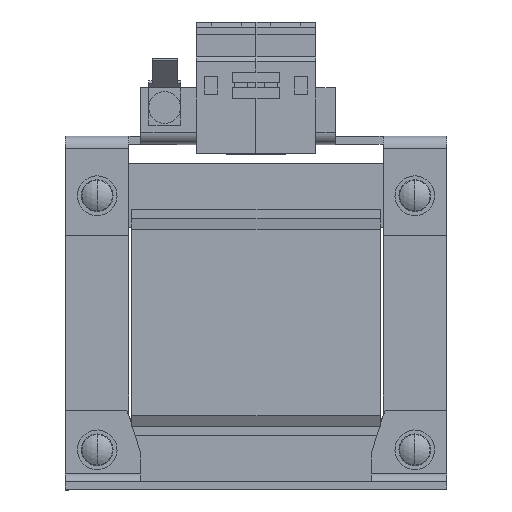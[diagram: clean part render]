
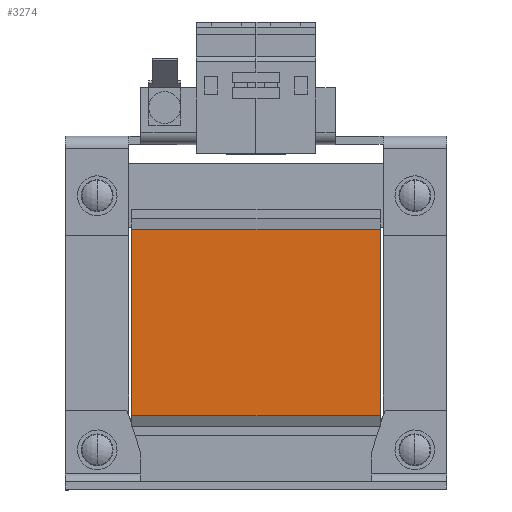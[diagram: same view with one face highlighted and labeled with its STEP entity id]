
A CAD part, top view. The second image highlights one B-rep face of the part: STEP entity #3274.
In plain terms, the highlighted planar face has unit normal (0, 0, 1).
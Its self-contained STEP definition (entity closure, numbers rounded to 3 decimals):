
#526 = PLANE ( 'NONE',  #4322 ) ;
#1168 = VECTOR ( 'NONE', #11842, 1000. ) ;
#1226 = EDGE_CURVE ( 'NONE', #11505, #3929, #2887, .T. ) ;
#2061 = CARTESIAN_POINT ( 'NONE',  ( 31.3, 0., 37.25 ) ) ;
#2322 = VERTEX_POINT ( 'NONE', #6521 ) ;
#2327 = DIRECTION ( 'NONE',  ( -1., 0., 0. ) ) ;
#2472 = CARTESIAN_POINT ( 'NONE',  ( 31.3, 0., 37.25 ) ) ;
#2887 = LINE ( 'NONE', #8855, #1168 ) ;
#3107 = DIRECTION ( 'NONE',  ( 0., -1., 0. ) ) ;
#3198 = LINE ( 'NONE', #5251, #3502 ) ;
#3274 = ADVANCED_FACE ( 'NONE', ( #8243 ), #526, .F. ) ;
#3354 = DIRECTION ( 'NONE',  ( 0., 1., 0. ) ) ;
#3393 = ORIENTED_EDGE ( 'NONE', *, *, #1226, .T. ) ;
#3502 = VECTOR ( 'NONE', #2327, 1000. ) ;
#3597 = CARTESIAN_POINT ( 'NONE',  ( -31.3, -23.5, 37.25 ) ) ;
#3766 = VERTEX_POINT ( 'NONE', #6021 ) ;
#3929 = VERTEX_POINT ( 'NONE', #3597 ) ;
#4322 = AXIS2_PLACEMENT_3D ( 'NONE', #2472, #8053, #3354 ) ;
#4992 = VECTOR ( 'NONE', #3107, 1000. ) ;
#5251 = CARTESIAN_POINT ( 'NONE',  ( 31.3, -23.5, 37.25 ) ) ;
#5890 = CARTESIAN_POINT ( 'NONE',  ( -31.3, 23.5, 37.25 ) ) ;
#5905 = LINE ( 'NONE', #9374, #10717 ) ;
#6021 = CARTESIAN_POINT ( 'NONE',  ( 31.3, 23.5, 37.25 ) ) ;
#6420 = DIRECTION ( 'NONE',  ( -1., 0., 0. ) ) ;
#6521 = CARTESIAN_POINT ( 'NONE',  ( 31.3, -23.5, 37.25 ) ) ;
#6642 = EDGE_CURVE ( 'NONE', #2322, #3929, #3198, .T. ) ;
#6741 = EDGE_CURVE ( 'NONE', #3766, #11505, #5905, .T. ) ;
#7428 = ORIENTED_EDGE ( 'NONE', *, *, #6642, .F. ) ;
#8053 = DIRECTION ( 'NONE',  ( 0., 0., -1. ) ) ;
#8154 = LINE ( 'NONE', #2061, #4992 ) ;
#8243 = FACE_OUTER_BOUND ( 'NONE', #11902, .T. ) ;
#8855 = CARTESIAN_POINT ( 'NONE',  ( -31.3, 0., 37.25 ) ) ;
#9131 = ORIENTED_EDGE ( 'NONE', *, *, #12109, .F. ) ;
#9374 = CARTESIAN_POINT ( 'NONE',  ( 31.3, 23.5, 37.25 ) ) ;
#10365 = ORIENTED_EDGE ( 'NONE', *, *, #6741, .T. ) ;
#10717 = VECTOR ( 'NONE', #6420, 1000. ) ;
#11505 = VERTEX_POINT ( 'NONE', #5890 ) ;
#11842 = DIRECTION ( 'NONE',  ( 0., -1., 0. ) ) ;
#11902 = EDGE_LOOP ( 'NONE', ( #3393, #7428, #9131, #10365 ) ) ;
#12109 = EDGE_CURVE ( 'NONE', #3766, #2322, #8154, .T. ) ;
